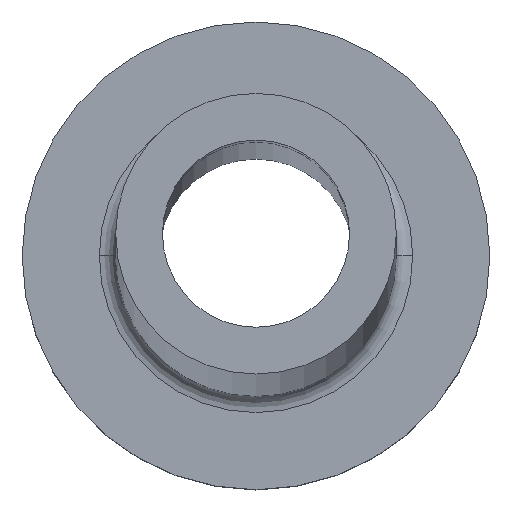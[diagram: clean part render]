
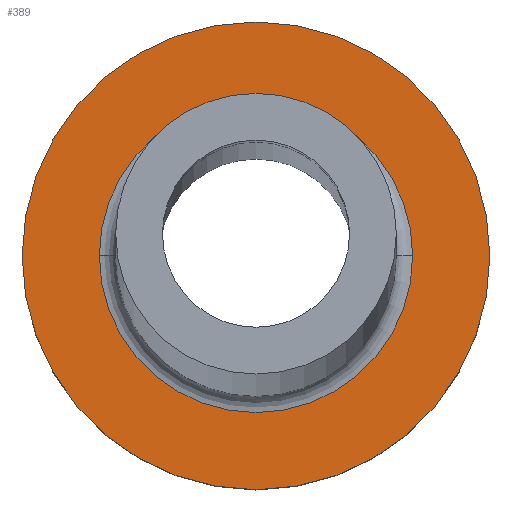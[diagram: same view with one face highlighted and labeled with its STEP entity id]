
A CAD part, top view. The second image highlights one B-rep face of the part: STEP entity #389.
In plain terms, the highlighted planar face has unit normal (0, 0, 1).
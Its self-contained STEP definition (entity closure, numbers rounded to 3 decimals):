
#1 = FACE_BOUND ( 'NONE', #398, .T. ) ;
#8 = CARTESIAN_POINT ( 'NONE',  ( -6.7, 0., 7. ) ) ;
#23 = ORIENTED_EDGE ( 'NONE', *, *, #421, .T. ) ;
#34 = PLANE ( 'NONE',  #342 ) ;
#35 = DIRECTION ( 'NONE',  ( 1., 0., 0. ) ) ;
#41 = CARTESIAN_POINT ( 'NONE',  ( 10., 0., 7. ) ) ;
#47 = VERTEX_POINT ( 'NONE', #8 ) ;
#66 = FACE_OUTER_BOUND ( 'NONE', #177, .T. ) ;
#72 = CIRCLE ( 'NONE', #393, 10. ) ;
#76 = CARTESIAN_POINT ( 'NONE',  ( 0., 0., 7. ) ) ;
#81 = CIRCLE ( 'NONE', #346, 6.7 ) ;
#100 = ORIENTED_EDGE ( 'NONE', *, *, #419, .T. ) ;
#101 = EDGE_CURVE ( 'NONE', #186, #47, #81, .T. ) ;
#102 = DIRECTION ( 'NONE',  ( 0., 0., 1. ) ) ;
#129 = EDGE_CURVE ( 'NONE', #47, #186, #423, .T. ) ;
#132 = VERTEX_POINT ( 'NONE', #41 ) ;
#140 = DIRECTION ( 'NONE',  ( 0., 0., 1. ) ) ;
#150 = DIRECTION ( 'NONE',  ( 1., 0., 0. ) ) ;
#172 = DIRECTION ( 'NONE',  ( 0., 0., 1. ) ) ;
#177 = EDGE_LOOP ( 'NONE', ( #100, #23 ) ) ;
#178 = CARTESIAN_POINT ( 'NONE',  ( 0., 0., 7. ) ) ;
#186 = VERTEX_POINT ( 'NONE', #447 ) ;
#253 = CARTESIAN_POINT ( 'NONE',  ( 0., 0., 7. ) ) ;
#256 = CIRCLE ( 'NONE', #304, 10. ) ;
#269 = CARTESIAN_POINT ( 'NONE',  ( 0., 0., 7. ) ) ;
#281 = ORIENTED_EDGE ( 'NONE', *, *, #129, .T. ) ;
#289 = DIRECTION ( 'NONE',  ( 1., 0., 0. ) ) ;
#304 = AXIS2_PLACEMENT_3D ( 'NONE', #253, #140, #422 ) ;
#337 = VERTEX_POINT ( 'NONE', #458 ) ;
#342 = AXIS2_PLACEMENT_3D ( 'NONE', #76, #172, #355 ) ;
#346 = AXIS2_PLACEMENT_3D ( 'NONE', #426, #356, #35 ) ;
#355 = DIRECTION ( 'NONE',  ( 1., 0., 0. ) ) ;
#356 = DIRECTION ( 'NONE',  ( 0., 0., -1. ) ) ;
#389 = ADVANCED_FACE ( 'NONE', ( #1, #66 ), #34, .T. ) ;
#393 = AXIS2_PLACEMENT_3D ( 'NONE', #178, #102, #289 ) ;
#398 = EDGE_LOOP ( 'NONE', ( #446, #281 ) ) ;
#405 = DIRECTION ( 'NONE',  ( 0., 0., -1. ) ) ;
#415 = AXIS2_PLACEMENT_3D ( 'NONE', #269, #405, #150 ) ;
#419 = EDGE_CURVE ( 'NONE', #337, #132, #72, .T. ) ;
#421 = EDGE_CURVE ( 'NONE', #132, #337, #256, .T. ) ;
#422 = DIRECTION ( 'NONE',  ( 1., 0., 0. ) ) ;
#423 = CIRCLE ( 'NONE', #415, 6.7 ) ;
#426 = CARTESIAN_POINT ( 'NONE',  ( 0., 0., 7. ) ) ;
#446 = ORIENTED_EDGE ( 'NONE', *, *, #101, .T. ) ;
#447 = CARTESIAN_POINT ( 'NONE',  ( 6.7, 0., 7. ) ) ;
#458 = CARTESIAN_POINT ( 'NONE',  ( -10., 0., 7. ) ) ;
